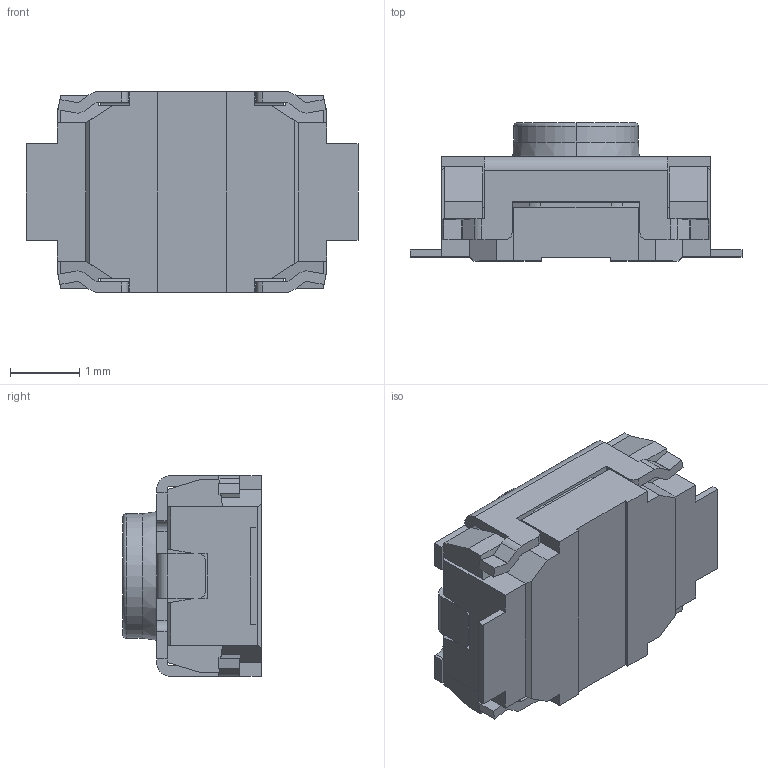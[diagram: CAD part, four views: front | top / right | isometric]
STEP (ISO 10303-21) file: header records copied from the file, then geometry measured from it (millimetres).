
FILE_DESCRIPTION(('STEP AP203'),'1');
FILE_NAME('skrkaee010.stp','2021-02-16T08:40:03',('TraceParts'),('TraceParts S.A.'),'Spatial InterOp 3D',' ',' ');
FILE_SCHEMA(('CONFIG_CONTROL_DESIGN'));
Length unit declared in the file: millimetre
Products named in the file (1): 1
Bounding box: 4.8 x 2 x 2.9 mm (x, y, z)
Volume: 16.2 mm3; surface area: 64.4 mm2
Topology: 1 solids, 1 shells, 234 faces, 684 edges, 440 vertices
Faces by surface type: plane 186, cylinder 44, cone 2, torus 2
Entity records: 7682 total; most frequent: CARTESIAN_POINT 1395, ORIENTED_EDGE 1368, DIRECTION 1224, EDGE_CURVE 684, LINE 590, VECTOR 590, VERTEX_POINT 440, AXIS2_PLACEMENT_3D 317
